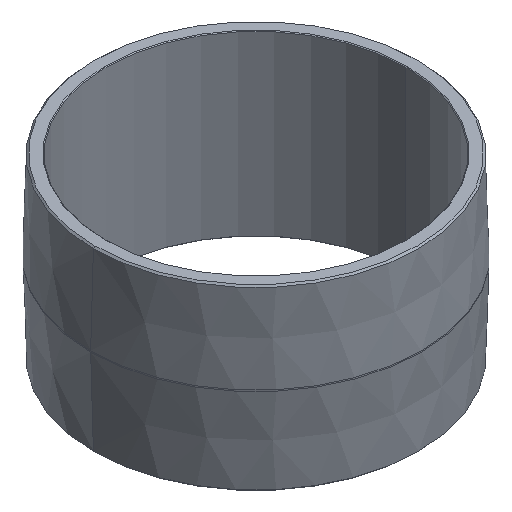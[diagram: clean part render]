
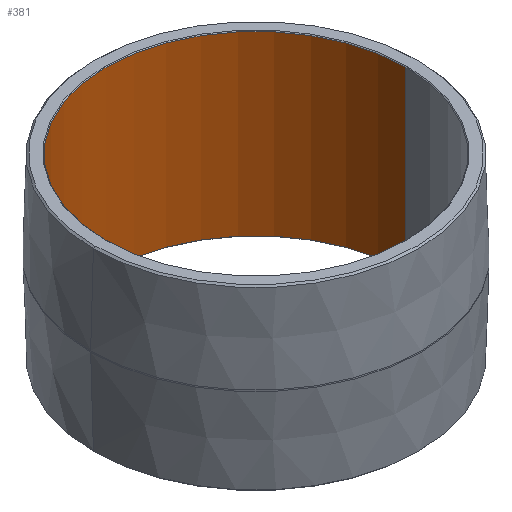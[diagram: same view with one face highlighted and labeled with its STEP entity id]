
A CAD part, isometric view. The second image highlights one B-rep face of the part: STEP entity #381.
In plain terms, the highlighted cylindrical face has radius 64.059 mm (diameter 128.118 mm), a partial arc.
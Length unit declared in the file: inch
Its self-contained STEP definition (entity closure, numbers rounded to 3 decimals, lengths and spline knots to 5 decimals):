
#9 = CARTESIAN_POINT ( 'NONE',  ( 2.522, 0., 3. ) ) ;
#42 = DIRECTION ( 'NONE',  ( 1., 0., 0. ) ) ;
#47 = VECTOR ( 'NONE', #253, 39.37008 ) ;
#61 = CYLINDRICAL_SURFACE ( 'NONE', #552, 2.522 ) ;
#65 = DIRECTION ( 'NONE',  ( 0., 0., -1. ) ) ;
#112 = CARTESIAN_POINT ( 'NONE',  ( 2.522, 0., 0.0125 ) ) ;
#114 = DIRECTION ( 'NONE',  ( 0., 0., -1. ) ) ;
#119 = VERTEX_POINT ( 'NONE', #112 ) ;
#126 = CIRCLE ( 'NONE', #227, 2.522 ) ;
#135 = DIRECTION ( 'NONE',  ( 0., 0., -1. ) ) ;
#172 = CARTESIAN_POINT ( 'NONE',  ( 2.522, 0., 2.9875 ) ) ;
#187 = ORIENTED_EDGE ( 'NONE', *, *, #191, .T. ) ;
#191 = EDGE_CURVE ( 'NONE', #513, #119, #511, .T. ) ;
#199 = ORIENTED_EDGE ( 'NONE', *, *, #445, .F. ) ;
#227 = AXIS2_PLACEMENT_3D ( 'NONE', #351, #480, #250 ) ;
#250 = DIRECTION ( 'NONE',  ( 1., 0., 0. ) ) ;
#253 = DIRECTION ( 'NONE',  ( 0., 0., -1. ) ) ;
#259 = CARTESIAN_POINT ( 'NONE',  ( -2.522, 0., 3. ) ) ;
#282 = VECTOR ( 'NONE', #135, 39.37008 ) ;
#300 = LINE ( 'NONE', #9, #47 ) ;
#313 = VERTEX_POINT ( 'NONE', #172 ) ;
#337 = EDGE_LOOP ( 'NONE', ( #199, #537, #411, #187 ) ) ;
#351 = CARTESIAN_POINT ( 'NONE',  ( 0., 0., 2.9875 ) ) ;
#379 = AXIS2_PLACEMENT_3D ( 'NONE', #508, #114, #42 ) ;
#381 = ADVANCED_FACE ( 'NONE', ( #441 ), #61, .F. ) ;
#399 = CARTESIAN_POINT ( 'NONE',  ( 0., 0., 3. ) ) ;
#411 = ORIENTED_EDGE ( 'NONE', *, *, #458, .T. ) ;
#439 = LINE ( 'NONE', #259, #282 ) ;
#441 = FACE_OUTER_BOUND ( 'NONE', #337, .T. ) ;
#445 = EDGE_CURVE ( 'NONE', #313, #119, #300, .T. ) ;
#449 = VERTEX_POINT ( 'NONE', #525 ) ;
#458 = EDGE_CURVE ( 'NONE', #449, #513, #439, .T. ) ;
#480 = DIRECTION ( 'NONE',  ( 0., 0., 1. ) ) ;
#483 = EDGE_CURVE ( 'NONE', #313, #449, #126, .T. ) ;
#486 = CARTESIAN_POINT ( 'NONE',  ( -2.522, 0., 0.0125 ) ) ;
#508 = CARTESIAN_POINT ( 'NONE',  ( 0., 0., 0.0125 ) ) ;
#511 = CIRCLE ( 'NONE', #379, 2.522 ) ;
#513 = VERTEX_POINT ( 'NONE', #486 ) ;
#525 = CARTESIAN_POINT ( 'NONE',  ( -2.522, 0., 2.9875 ) ) ;
#530 = DIRECTION ( 'NONE',  ( -1., 0., 0. ) ) ;
#537 = ORIENTED_EDGE ( 'NONE', *, *, #483, .T. ) ;
#552 = AXIS2_PLACEMENT_3D ( 'NONE', #399, #65, #530 ) ;
